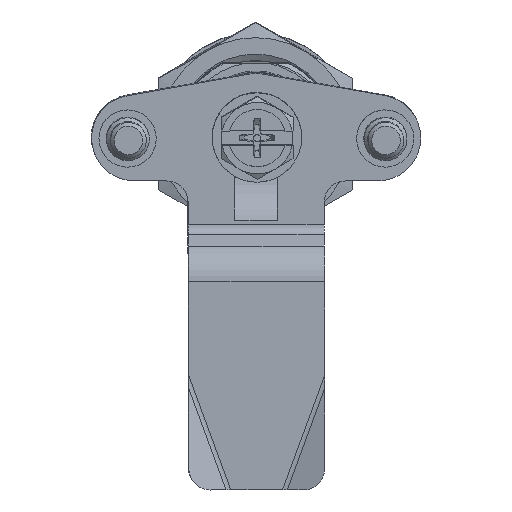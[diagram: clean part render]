
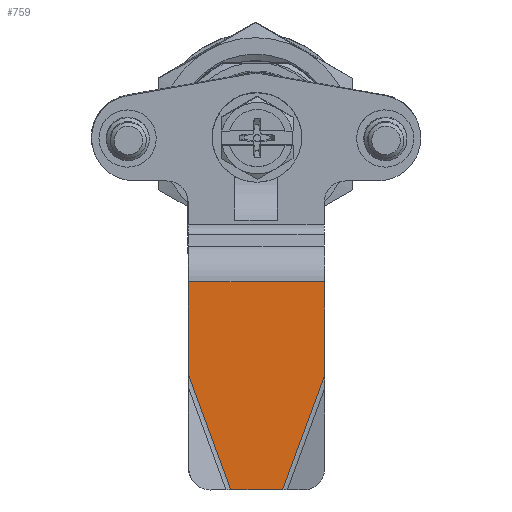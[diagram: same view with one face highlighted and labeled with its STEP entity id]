
A CAD part, top view. The second image highlights one B-rep face of the part: STEP entity #759.
In plain terms, the highlighted planar face has unit normal (0.011, -0.027, 1).
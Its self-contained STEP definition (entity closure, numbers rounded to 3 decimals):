
#759=ADVANCED_FACE('',(#1334),#1335,.F.);
#1334=FACE_OUTER_BOUND('',#2367,.T.);
#1335=PLANE('',#2368);
#2367=EDGE_LOOP('',(#7645,#7646,#7647,#7648,#7649,#7650));
#2368=AXIS2_PLACEMENT_3D('',#7651,#7652,#7653);
#7645=ORIENTED_EDGE('',*,*,#11051,.F.);
#7646=ORIENTED_EDGE('',*,*,#11071,.T.);
#7647=ORIENTED_EDGE('',*,*,#11013,.F.);
#7648=ORIENTED_EDGE('',*,*,#11072,.T.);
#7649=ORIENTED_EDGE('',*,*,#11073,.F.);
#7650=ORIENTED_EDGE('',*,*,#11069,.T.);
#7651=CARTESIAN_POINT('',(47.115,87.5,-14.11));
#7652=DIRECTION('',(-0.011,0.027,-1.));
#7653=DIRECTION('',(-1.,0.,0.011));
#11013=EDGE_CURVE('',#12393,#12395,#12396,.T.);
#11051=EDGE_CURVE('',#12455,#12457,#12458,.T.);
#11069=EDGE_CURVE('',#12482,#12457,#12483,.T.);
#11071=EDGE_CURVE('',#12455,#12395,#12485,.T.);
#11072=EDGE_CURVE('',#12393,#12486,#12487,.T.);
#11073=EDGE_CURVE('',#12482,#12486,#12488,.T.);
#12393=VERTEX_POINT('',#14630);
#12395=VERTEX_POINT('',#14632);
#12396=LINE('',#14633,#14634);
#12455=VERTEX_POINT('',#14720);
#12457=VERTEX_POINT('',#14722);
#12458=LINE('',#14723,#14724);
#12482=VERTEX_POINT('',#14759);
#12483=LINE('',#14760,#14761);
#12485=LINE('',#14763,#14764);
#12486=VERTEX_POINT('',#14765);
#12487=LINE('',#14766,#14767);
#12488=LINE('',#14768,#14769);
#14630=CARTESIAN_POINT('',(54.609,50.161,-15.191));
#14632=CARTESIAN_POINT('',(54.611,63.279,-14.84));
#14633=CARTESIAN_POINT('',(54.615,87.501,-14.192));
#14634=VECTOR('',#22452,1.0);
#14720=CARTESIAN_POINT('',(73.61,63.282,-15.048));
#14722=CARTESIAN_POINT('',(73.608,50.163,-15.399));
#14723=CARTESIAN_POINT('',(73.614,87.504,-14.4));
#14724=VECTOR('',#22510,1.0);
#14759=CARTESIAN_POINT('',(67.734,34.213,-15.761));
#14760=CARTESIAN_POINT('',(82.558,74.464,-14.847));
#14761=VECTOR('',#22540,1.0);
#14763=CARTESIAN_POINT('',(47.112,63.278,-14.758));
#14764=VECTOR('',#22544,1.0);
#14765=CARTESIAN_POINT('',(60.479,34.212,-15.682));
#14766=CARTESIAN_POINT('',(41.613,85.475,-14.104));
#14767=VECTOR('',#22545,1.0);
#14768=CARTESIAN_POINT('',(47.108,34.21,-15.535));
#14769=VECTOR('',#22546,1.0);
#22452=DIRECTION('',(0.,1.,0.027));
#22510=DIRECTION('',(0.,-1.,-0.027));
#22540=DIRECTION('',(0.346,0.938,0.021));
#22544=DIRECTION('',(-1.,0.,0.011));
#22545=DIRECTION('',(0.345,-0.938,-0.029));
#22546=DIRECTION('',(-1.,0.,0.011));
